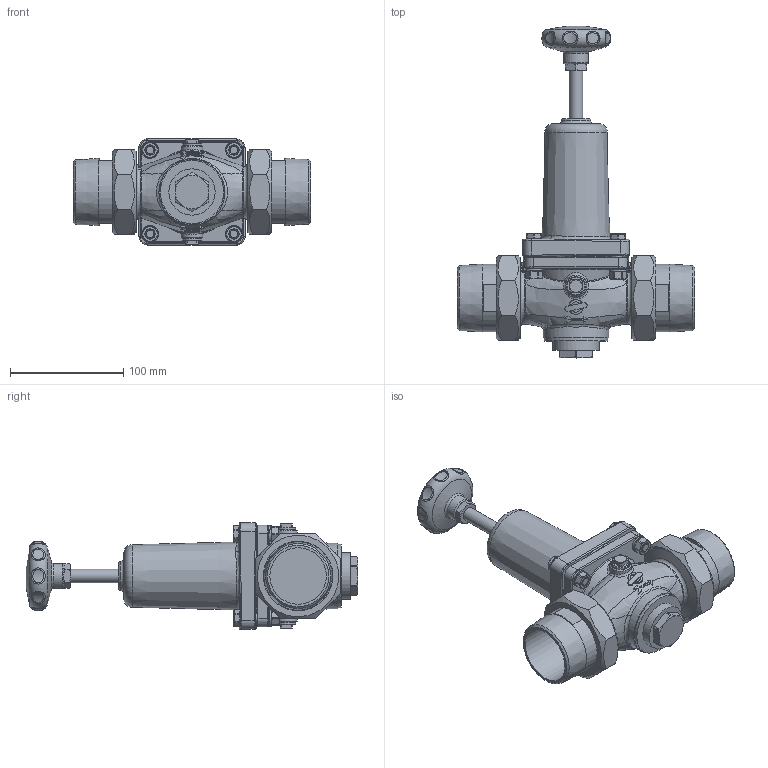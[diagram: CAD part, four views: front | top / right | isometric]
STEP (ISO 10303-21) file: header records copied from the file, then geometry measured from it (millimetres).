
FILE_DESCRIPTION((''),'2;1');
FILE_NAME('004207.stp','2011-09-28T08:28:48',('powierski'),(''),'Autodesk Inventor 2012','Autodesk Inventor 2012','');
FILE_SCHEMA(('AUTOMOTIVE_DESIGN { 1 0 10303 214 1 1 1 1 }'));
Length unit declared in the file: millimetre
Products named in the file (1): 004207_step
Bounding box: 210 x 293.78 x 94 mm (x, y, z)
Volume: 1088710.9 mm3; surface area: 140185.5 mm2
Topology: 7 solids, 10 shells, 789 faces, 1901 edges, 1178 vertices
Faces by surface type: plane 262, cylinder 183, bspline 173, cone 146, sphere 13, torus 12
Full cylindrical faces by diameter (mm): 3 x1, 8 x8, 9.5 x8, 10 x4, 10.7 x1, 12 x2, 13 x1, 14 x1, 14.7 x1, 16.5 x2, 22 x1, 26 x1, 41 x1, 50 x2, 53.8 x1, 56 x1, 58 x1, 60 x2, 61.5 x2, 67.921 x2, 90 x1
Entity records: 29598 total; most frequent: CARTESIAN_POINT 12793, ORIENTED_EDGE 3522, DIRECTION 2967, EDGE_CURVE 1761, AXIS2_PLACEMENT_3D 1243, VERTEX_POINT 1139, EDGE_LOOP 956, FACE_OUTER_BOUND 789
